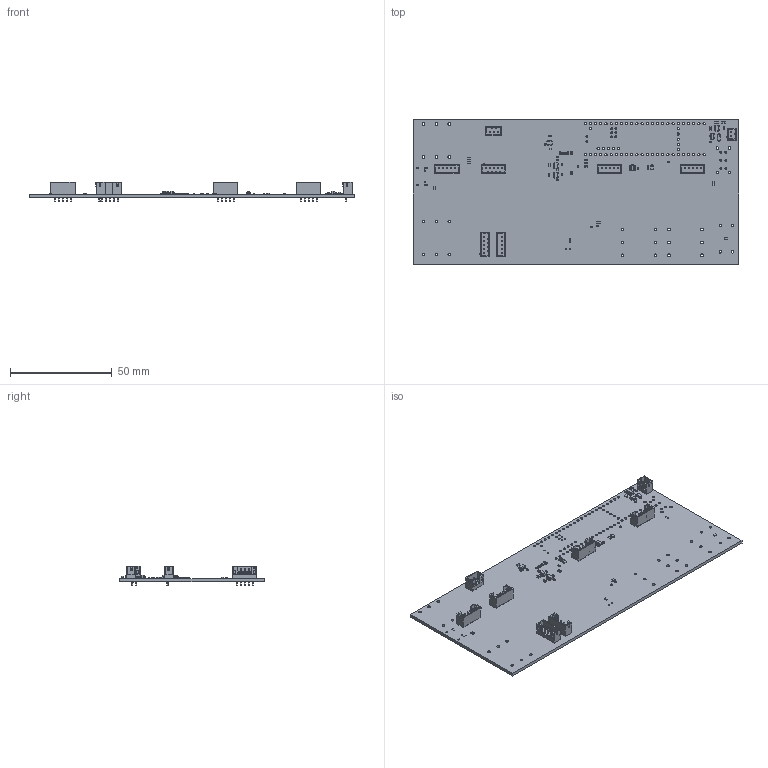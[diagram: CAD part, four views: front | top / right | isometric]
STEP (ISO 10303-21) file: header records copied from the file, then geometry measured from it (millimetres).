
FILE_DESCRIPTION(('KiCad electronic assembly'),'2;1');
FILE_NAME('teensyAudioMidi.step','2024-12-17T13:52:50',('Pcbnew'),( 'Kicad'),'Open CASCADE STEP processor 7.7','KiCad to STEP converter' ,'Unknown');
FILE_SCHEMA(('AUTOMOTIVE_DESIGN { 1 0 10303 214 1 1 1 1 }'));
Length unit declared in the file: millimetre
Products named in the file (28): teensyAudioMidi 1; D_SOD-123; D_SOD_123; C_0402_1005Metric; R_0603_1608Metric; R_0402_1005Metric; JST_PH_B5B-PH-K_1x05_P2.00mm_Vertical; JST_B5B_PH_K; C_0603_1608Metric; SOT-23-6; SOT_23_6; SOT-23-5; SOT_23_5; JST_PH_B3B-PH-K_1x03_P2.00mm_Vertical; JST_B3B_PH_K; LED_0603_1608Metric; SOT-23; SOT_23; JST_PH_B2B-PH-K_1x02_P2.00mm_Vertical; JST_B2B_PH_K; D_SOD-323F; D_SOD_323F; teensyAudioMidi_PCB
Assembly tree (72 placements, depth 3):
  teensyAudioMidi 1
    D_SOD-123
      D_SOD_123
    C_0402_1005Metric  x14
      C_0402_1005Metric
    R_0603_1608Metric  x6
      R_0603_1608Metric
    R_0402_1005Metric  x11
      R_0402_1005Metric
    JST_PH_B5B-PH-K_1x05_P2.00mm_Vertical  x6
      JST_B5B_PH_K
    C_0603_1608Metric  x10
      C_0603_1608Metric
    SOT-23-6
      SOT_23_6
    SOT-23-5  x4
      SOT_23_5
    JST_PH_B3B-PH-K_1x03_P2.00mm_Vertical
      JST_B3B_PH_K
    LED_0603_1608Metric
      LED_0603_1608Metric
    SOT-23
      SOT_23
    JST_PH_B2B-PH-K_1x02_P2.00mm_Vertical
      JST_B2B_PH_K
    D_SOD-323F
      D_SOD_323F
    teensyAudioMidi_PCB
Bounding box: 160 x 70.96 x 9.4 mm (x, y, z)
Volume: 19110.3 mm3; surface area: 27568 mm2
Topology: 59 solids, 59 shells, 3336 faces, 8709 edges, 5604 vertices
Faces by surface type: plane 2403, cylinder 724, bspline 209
Full cylindrical faces by diameter (mm): 0.65 x4, 0.75 x35, 0.8 x8, 1 x6, 1.1 x59, 1.2 x4, 1.3 x4, 1.4 x24
Entity records: 41980 total; most frequent: CARTESIAN_POINT 6539, ORIENTED_EDGE 5888, DIRECTION 5482, EDGE_CURVE 2944, LINE 2264, VECTOR 2264, VERTEX_POINT 1878, AXIS2_PLACEMENT_3D 1609
